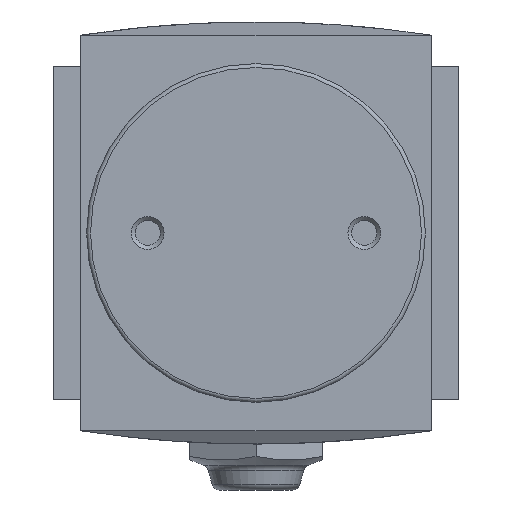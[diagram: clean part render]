
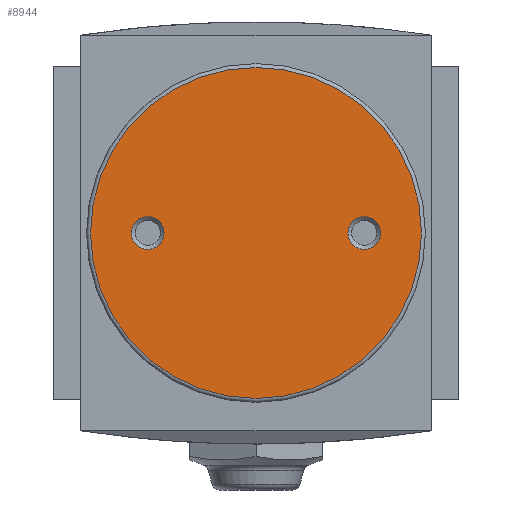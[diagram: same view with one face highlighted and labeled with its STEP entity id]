
A CAD part, front view. The second image highlights one B-rep face of the part: STEP entity #8944.
In plain terms, the highlighted planar face has unit normal (0, -1, 0).
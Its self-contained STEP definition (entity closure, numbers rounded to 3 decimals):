
#307=PLANE('',#9536);
#3103=ORIENTED_EDGE('',*,*,#4070,.F.);
#3104=ORIENTED_EDGE('',*,*,#4069,.T.);
#3105=ORIENTED_EDGE('',*,*,#4071,.F.);
#4069=EDGE_CURVE('',#4677,#4677,#4909,.T.);
#4070=EDGE_CURVE('',#4678,#4678,#4910,.F.);
#4071=EDGE_CURVE('',#4679,#4679,#4911,.T.);
#4677=VERTEX_POINT('',#13127);
#4678=VERTEX_POINT('',#13130);
#4679=VERTEX_POINT('',#13132);
#4909=CIRCLE('',#9535,21.25);
#4910=CIRCLE('',#9537,2.1);
#4911=CIRCLE('',#9538,2.1);
#5339=EDGE_LOOP('',(#3103));
#5340=EDGE_LOOP('',(#3104));
#5341=EDGE_LOOP('',(#3105));
#5820=FACE_BOUND('',#5339,.T.);
#5821=FACE_BOUND('',#5340,.T.);
#5822=FACE_BOUND('',#5341,.T.);
#8944=ADVANCED_FACE('',(#5820,#5821,#5822),#307,.F.);
#9535=AXIS2_PLACEMENT_3D('',#13126,#11252,#11253);
#9536=AXIS2_PLACEMENT_3D('',#13128,#11254,#11255);
#9537=AXIS2_PLACEMENT_3D('',#13129,#11256,#11257);
#9538=AXIS2_PLACEMENT_3D('',#13131,#11258,#11259);
#11252=DIRECTION('',(0.,-1.,0.));
#11253=DIRECTION('',(0.,0.,-1.));
#11254=DIRECTION('',(0.,1.,0.));
#11255=DIRECTION('',(0.,0.,1.));
#11256=DIRECTION('',(0.,1.,0.));
#11257=DIRECTION('',(0.,0.,1.));
#11258=DIRECTION('',(0.,-1.,0.));
#11259=DIRECTION('',(0.,0.,-1.));
#13126=CARTESIAN_POINT('',(0.,-33.,0.));
#13127=CARTESIAN_POINT('',(0.,-33.,-21.25));
#13128=CARTESIAN_POINT('',(21.25,-33.,0.));
#13129=CARTESIAN_POINT('',(13.9,-33.,0.));
#13130=CARTESIAN_POINT('',(13.9,-33.,2.1));
#13131=CARTESIAN_POINT('',(-13.9,-33.,0.));
#13132=CARTESIAN_POINT('',(-13.9,-33.,-2.1));
